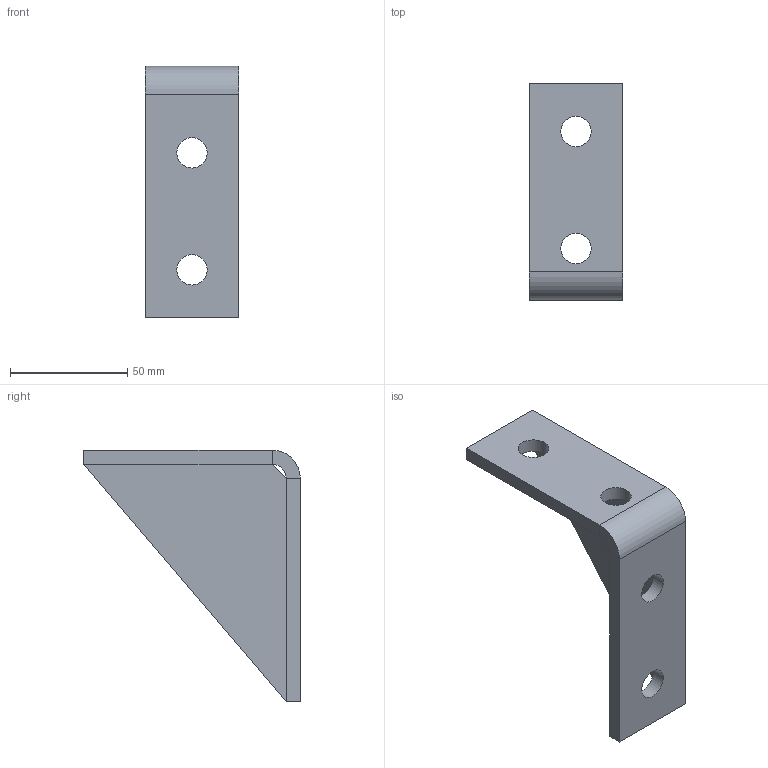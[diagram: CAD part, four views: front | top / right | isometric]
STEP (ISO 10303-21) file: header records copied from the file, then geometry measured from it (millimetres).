
FILE_DESCRIPTION (( 'STEP AP203' ), '1' );
FILE_NAME ('Óãîëîê êðåïåæíûé BMD-10_BMC1022HDZ.STEP', '2012-11-16T13:57:36', ( 'Àñååâ' ), ( '' ), 'SwSTEP 2.0', 'SolidWorks 2012', '' );
FILE_SCHEMA (( 'CONFIG_CONTROL_DESIGN' ));
Length unit declared in the file: millimetre
Products named in the file (1): Óãîëîê êðåïåæíûé BMD-10_BMC1022HDZ
Bounding box: 40 x 92.5 x 107.5 mm (x, y, z)
Volume: 68678.6 mm3; surface area: 28541.8 mm2
Topology: 2 solids, 2 shells, 24 faces, 52 edges, 32 vertices
Faces by surface type: plane 18, cylinder 6
Full cylindrical faces by diameter (mm): 13 x4
Entity records: 715 total; most frequent: DIRECTION 110, CARTESIAN_POINT 105, ORIENTED_EDGE 96, EDGE_CURVE 48, AXIS2_PLACEMENT_3D 37, EDGE_LOOP 36, LINE 36, VECTOR 36
